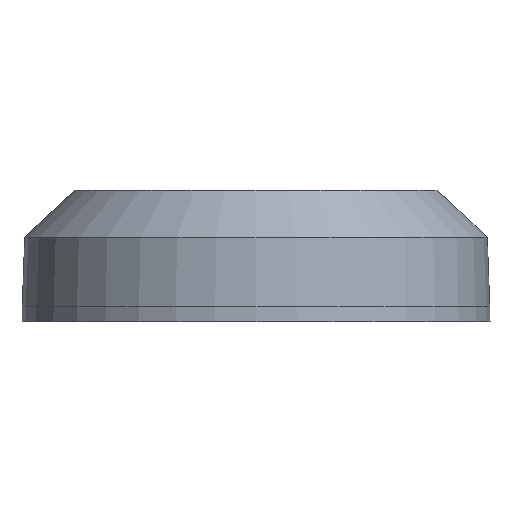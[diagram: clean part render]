
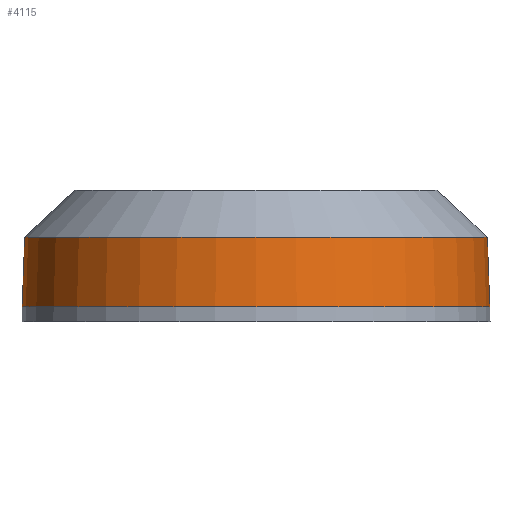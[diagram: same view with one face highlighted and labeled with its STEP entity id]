
A CAD part, front view. The second image highlights one B-rep face of the part: STEP entity #4115.
In plain terms, the highlighted conical face has half-angle 2 degrees and reference radius 31.679 mm.
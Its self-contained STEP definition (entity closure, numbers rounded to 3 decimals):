
#86 = CARTESIAN_POINT ( 'NONE',  ( -31.679, 0., 2.032 ) ) ;
#283 = VECTOR ( 'NONE', #774, 1000. ) ;
#774 = DIRECTION ( 'NONE',  ( -0.035, 0., -0.999 ) ) ;
#1205 = DIRECTION ( 'NONE',  ( 0., 0., 1. ) ) ;
#1409 = VERTEX_POINT ( 'NONE', #86 ) ;
#1436 = CARTESIAN_POINT ( 'NONE',  ( 31.351, 0., 11.434 ) ) ;
#2249 = CARTESIAN_POINT ( 'NONE',  ( 31.679, 0., 2.032 ) ) ;
#2414 = VERTEX_POINT ( 'NONE', #1436 ) ;
#2544 = DIRECTION ( 'NONE',  ( 0., 0., -1. ) ) ;
#2854 = VECTOR ( 'NONE', #5914, 1000. ) ;
#3173 = ORIENTED_EDGE ( 'NONE', *, *, #7649, .F. ) ;
#3582 = CIRCLE ( 'NONE', #3601, 31.679 ) ;
#3601 = AXIS2_PLACEMENT_3D ( 'NONE', #5515, #1205, #6246 ) ;
#3818 = EDGE_CURVE ( 'NONE', #1409, #4194, #3582, .T. ) ;
#3941 = AXIS2_PLACEMENT_3D ( 'NONE', #8308, #3967, #9042 ) ;
#3967 = DIRECTION ( 'NONE',  ( 0., 0., 1. ) ) ;
#4115 = ADVANCED_FACE ( 'NONE', ( #4788 ), #5766, .T. ) ;
#4194 = VERTEX_POINT ( 'NONE', #8506 ) ;
#4761 = CIRCLE ( 'NONE', #3941, 31.351 ) ;
#4788 = FACE_OUTER_BOUND ( 'NONE', #6054, .T. ) ;
#4810 = LINE ( 'NONE', #2249, #2854 ) ;
#5326 = ORIENTED_EDGE ( 'NONE', *, *, #3818, .T. ) ;
#5515 = CARTESIAN_POINT ( 'NONE',  ( 0., 0., 2.032 ) ) ;
#5766 = CONICAL_SURFACE ( 'NONE', #6140, 31.679, 0.035 ) ;
#5816 = CARTESIAN_POINT ( 'NONE',  ( -31.679, 0., 2.032 ) ) ;
#5914 = DIRECTION ( 'NONE',  ( 0.035, 0., -0.999 ) ) ;
#6054 = EDGE_LOOP ( 'NONE', ( #3173, #7053, #7503, #5326 ) ) ;
#6140 = AXIS2_PLACEMENT_3D ( 'NONE', #6160, #2544, #6198 ) ;
#6160 = CARTESIAN_POINT ( 'NONE',  ( 0., 0., 2.032 ) ) ;
#6198 = DIRECTION ( 'NONE',  ( -1., 0., 0. ) ) ;
#6245 = EDGE_CURVE ( 'NONE', #8628, #2414, #4761, .T. ) ;
#6246 = DIRECTION ( 'NONE',  ( 1., 0., 0. ) ) ;
#7053 = ORIENTED_EDGE ( 'NONE', *, *, #6245, .F. ) ;
#7503 = ORIENTED_EDGE ( 'NONE', *, *, #7602, .T. ) ;
#7602 = EDGE_CURVE ( 'NONE', #8628, #1409, #8215, .T. ) ;
#7649 = EDGE_CURVE ( 'NONE', #2414, #4194, #4810, .T. ) ;
#8215 = LINE ( 'NONE', #5816, #283 ) ;
#8308 = CARTESIAN_POINT ( 'NONE',  ( 0., 0., 11.434 ) ) ;
#8506 = CARTESIAN_POINT ( 'NONE',  ( 31.679, 0., 2.032 ) ) ;
#8628 = VERTEX_POINT ( 'NONE', #8726 ) ;
#8726 = CARTESIAN_POINT ( 'NONE',  ( -31.351, 0., 11.434 ) ) ;
#9042 = DIRECTION ( 'NONE',  ( -1., 0., 0. ) ) ;
